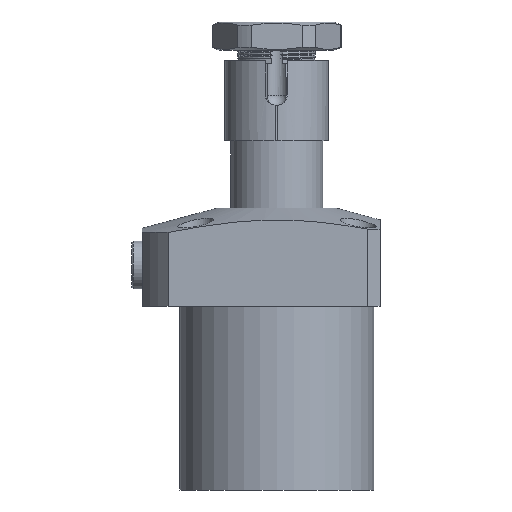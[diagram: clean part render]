
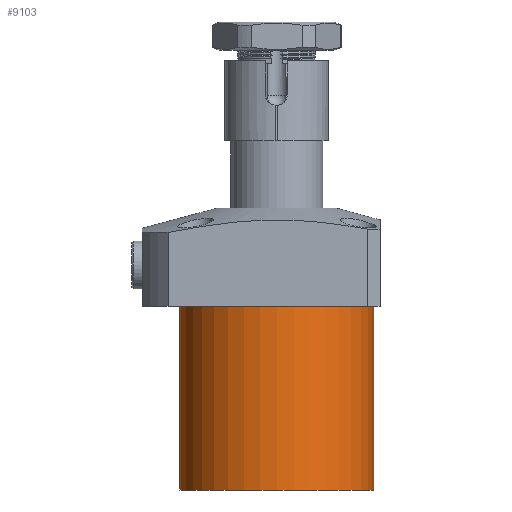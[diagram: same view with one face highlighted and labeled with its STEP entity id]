
A CAD part, front view. The second image highlights one B-rep face of the part: STEP entity #9103.
In plain terms, the highlighted cylindrical face has radius 37.5 mm (diameter 75 mm), a partial arc.
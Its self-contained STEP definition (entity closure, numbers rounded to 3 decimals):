
#102 = VERTEX_POINT ( 'NONE', #3187 ) ;
#132 = EDGE_CURVE ( 'NONE', #3386, #10454, #13483, .T. ) ;
#188 = VECTOR ( 'NONE', #647, 1000. ) ;
#647 = DIRECTION ( 'NONE',  ( 0., 0., 1. ) ) ;
#785 = CARTESIAN_POINT ( 'NONE',  ( -37.5, 0., -71. ) ) ;
#967 = AXIS2_PLACEMENT_3D ( 'NONE', #3066, #11683, #9606 ) ;
#1924 = ORIENTED_EDGE ( 'NONE', *, *, #132, .F. ) ;
#2126 = CARTESIAN_POINT ( 'NONE',  ( 37.5, 0., -71. ) ) ;
#2313 = FACE_OUTER_BOUND ( 'NONE', #6287, .T. ) ;
#2335 = AXIS2_PLACEMENT_3D ( 'NONE', #6442, #9578, #6347 ) ;
#2364 = EDGE_CURVE ( 'NONE', #3386, #9499, #9564, .T. ) ;
#2650 = ORIENTED_EDGE ( 'NONE', *, *, #2364, .T. ) ;
#2760 = DIRECTION ( 'NONE',  ( 0., 0., 1. ) ) ;
#2832 = CARTESIAN_POINT ( 'NONE',  ( 0., 0., 0. ) ) ;
#3066 = CARTESIAN_POINT ( 'NONE',  ( 0., 0., -71. ) ) ;
#3187 = CARTESIAN_POINT ( 'NONE',  ( -37.5, 0., 0. ) ) ;
#3386 = VERTEX_POINT ( 'NONE', #2126 ) ;
#3447 = VECTOR ( 'NONE', #2760, 1000. ) ;
#3596 = LINE ( 'NONE', #4071, #188 ) ;
#4005 = DIRECTION ( 'NONE',  ( 0., 0., -1. ) ) ;
#4071 = CARTESIAN_POINT ( 'NONE',  ( -37.5, 0., -71. ) ) ;
#6048 = EDGE_CURVE ( 'NONE', #10454, #102, #3596, .T. ) ;
#6287 = EDGE_LOOP ( 'NONE', ( #10323, #1924, #2650, #10924 ) ) ;
#6347 = DIRECTION ( 'NONE',  ( -1., 0., 0. ) ) ;
#6442 = CARTESIAN_POINT ( 'NONE',  ( 0., 0., -71. ) ) ;
#6683 = CIRCLE ( 'NONE', #7696, 37.5 ) ;
#6714 = CYLINDRICAL_SURFACE ( 'NONE', #967, 37.5 ) ;
#7696 = AXIS2_PLACEMENT_3D ( 'NONE', #2832, #4005, #11588 ) ;
#7944 = CARTESIAN_POINT ( 'NONE',  ( 37.5, 0., 0. ) ) ;
#8309 = CARTESIAN_POINT ( 'NONE',  ( 37.5, 0., -71. ) ) ;
#9103 = ADVANCED_FACE ( 'NONE', ( #2313 ), #6714, .T. ) ;
#9499 = VERTEX_POINT ( 'NONE', #7944 ) ;
#9564 = LINE ( 'NONE', #8309, #3447 ) ;
#9578 = DIRECTION ( 'NONE',  ( 0., 0., -1. ) ) ;
#9606 = DIRECTION ( 'NONE',  ( 1., 0., 0. ) ) ;
#10323 = ORIENTED_EDGE ( 'NONE', *, *, #6048, .F. ) ;
#10454 = VERTEX_POINT ( 'NONE', #785 ) ;
#10490 = EDGE_CURVE ( 'NONE', #9499, #102, #6683, .T. ) ;
#10924 = ORIENTED_EDGE ( 'NONE', *, *, #10490, .T. ) ;
#11588 = DIRECTION ( 'NONE',  ( 1., 0., 0. ) ) ;
#11683 = DIRECTION ( 'NONE',  ( 0., 0., 1. ) ) ;
#13483 = CIRCLE ( 'NONE', #2335, 37.5 ) ;
